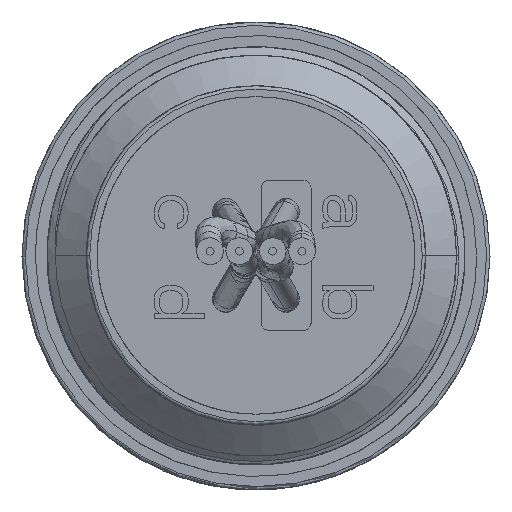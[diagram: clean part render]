
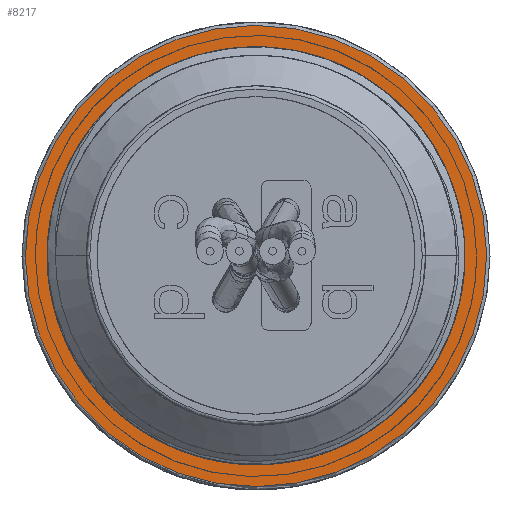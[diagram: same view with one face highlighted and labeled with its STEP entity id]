
A CAD part, top view. The second image highlights one B-rep face of the part: STEP entity #8217.
In plain terms, the highlighted planar face has unit normal (0, 0, 1).
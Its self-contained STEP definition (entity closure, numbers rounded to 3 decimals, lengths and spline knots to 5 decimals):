
#87=FACE_BOUND('',#3061,.T.);
#116=PLANE('',#8669);
#2576=FACE_OUTER_BOUND('',#3060,.T.);
#3060=EDGE_LOOP('',(#6017));
#3061=EDGE_LOOP('',(#6018));
#3505=CIRCLE('',#8668,0.54331);
#3506=CIRCLE('',#8670,0.4685);
#3737=VERTEX_POINT('',#27721);
#3738=VERTEX_POINT('',#27776);
#4601=EDGE_CURVE('',#3737,#3737,#3505,.T.);
#4603=EDGE_CURVE('',#3738,#3738,#3506,.T.);
#6017=ORIENTED_EDGE('',*,*,#4601,.T.);
#6018=ORIENTED_EDGE('',*,*,#4603,.F.);
#8217=ADVANCED_FACE('',(#2576,#87),#116,.F.);
#8668=AXIS2_PLACEMENT_3D('',#27723,#9106,#9107);
#8669=AXIS2_PLACEMENT_3D('',#27775,#9109,#9110);
#8670=AXIS2_PLACEMENT_3D('',#27777,#9111,#9112);
#9106=DIRECTION('center_axis',(0.,0.,
1.));
#9107=DIRECTION('ref_axis',(1.,0.,0.));
#9109=DIRECTION('center_axis',(0.,0.,
-1.));
#9110=DIRECTION('ref_axis',(0.,-1.,0.));
#9111=DIRECTION('center_axis',(0.,0.,
1.));
#9112=DIRECTION('ref_axis',(1.,0.,0.));
#27721=CARTESIAN_POINT('',(-0.5433,-0.00283,-0.76772));
#27723=CARTESIAN_POINT('Origin',(0.,0.,
-0.76772));
#27775=CARTESIAN_POINT('Origin',(0.,-0.56504,
-0.76772));
#27776=CARTESIAN_POINT('',(-0.46849,-0.00292,-0.76772));
#27777=CARTESIAN_POINT('Origin',(0.,0.,
-0.76772));
